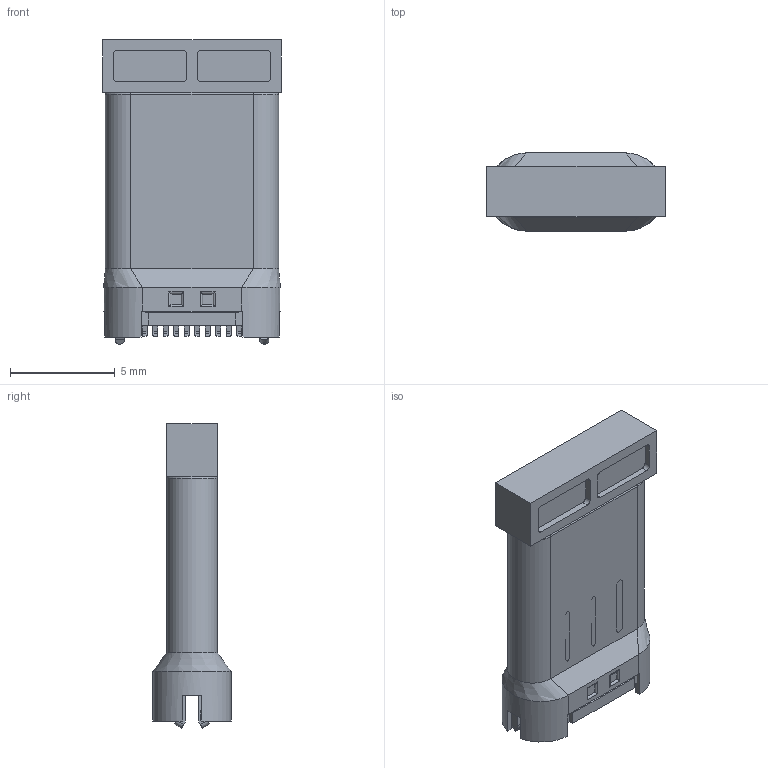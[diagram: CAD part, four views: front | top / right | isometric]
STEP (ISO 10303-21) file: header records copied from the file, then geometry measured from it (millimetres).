
FILE_DESCRIPTION(/* description */ ('Unknown'),/* implementation_level */ '2;1');
FILE_NAME(/* name */ '632712000112',/* time_stamp */ '2018-10-08T12:11:31+02:00',/* author */ ('Unknown'),/* organization */ ('Unknown'),/* preprocessor_version */ 'ST-DEVELOPER v16.7',/* originating_system */ 'DEX',/* authorisation */ $);
FILE_SCHEMA (('AUTOMOTIVE_DESIGN {1 0 10303 214 3 1 1}'));
Length unit declared in the file: millimetre
Products named in the file (10): 632712000112; 632712000112_Shelding; 632712000112_Housing1; SE Shelding Pin; 632712000112_Housing2; 632712000112_Pin; 632712000112_Shelding2.asm; 632712000112_Shelding3.asm; 632712000112_Mylar; 632712000112_Cap
Assembly tree (23 placements, depth 3):
  632712000112
    632712000112_Shelding
    632712000112_Housing1
    SE Shelding Pin  x2
      632712000112_Housing2
      632712000112_Pin
    632712000112_Shelding2.asm  x2
    632712000112_Shelding3.asm
    632712000112_Mylar  x2
    632712000112_Cap
Bounding box: 8.5 x 3.72 x 14.5 mm (x, y, z)
Volume: 213.9 mm3; surface area: 1659.5 mm2
Topology: 34 solids, 34 shells, 2308 faces, 6616 edges, 4313 vertices
Faces by surface type: plane 1638, cylinder 637, torus 18, bspline 8, cone 7
Entity records: 42071 total; most frequent: CARTESIAN_POINT 7498, ORIENTED_EDGE 7228, DIRECTION 6666, EDGE_CURVE 3614, LINE 3004, VECTOR 3004, VERTEX_POINT 2353, AXIS2_PLACEMENT_3D 1831
